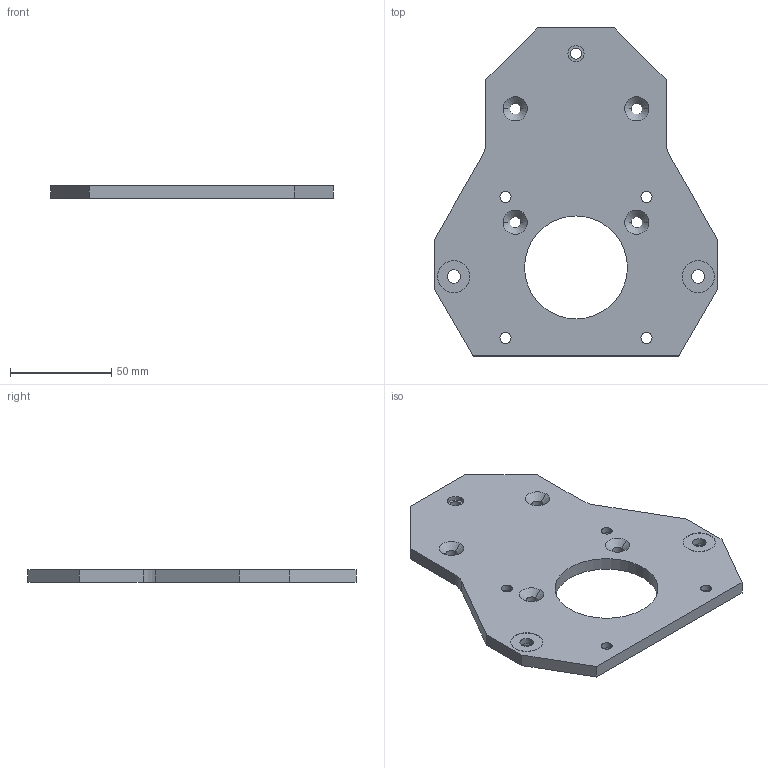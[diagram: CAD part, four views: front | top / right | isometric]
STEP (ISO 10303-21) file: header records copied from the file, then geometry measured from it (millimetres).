
FILE_DESCRIPTION (( 'STEP AP203' ), '1' );
FILE_NAME ('TPR ffb mount plate 1.STEP', '2023-12-27T14:21:36', ( '' ), ( '' ), 'SwSTEP 2.0', 'SolidWorks 2022', '' );
FILE_SCHEMA (( 'CONFIG_CONTROL_DESIGN' ));
Length unit declared in the file: inch
Products named in the file (1): TPR ffb mount plate 1
Bounding box: 139.7 x 161.93 x 6.35 mm (x, y, z)
Volume: 93016.7 mm3; surface area: 35045.4 mm2
Topology: 1 solids, 1 shells, 69 faces, 172 edges, 108 vertices
Faces by surface type: cylinder 32, cone 20, plane 17
Entity records: 2197 total; most frequent: DIRECTION 396, CARTESIAN_POINT 350, ORIENTED_EDGE 344, EDGE_CURVE 172, AXIS2_PLACEMENT_3D 154, VERTEX_POINT 108, EDGE_LOOP 96, VECTOR 88
